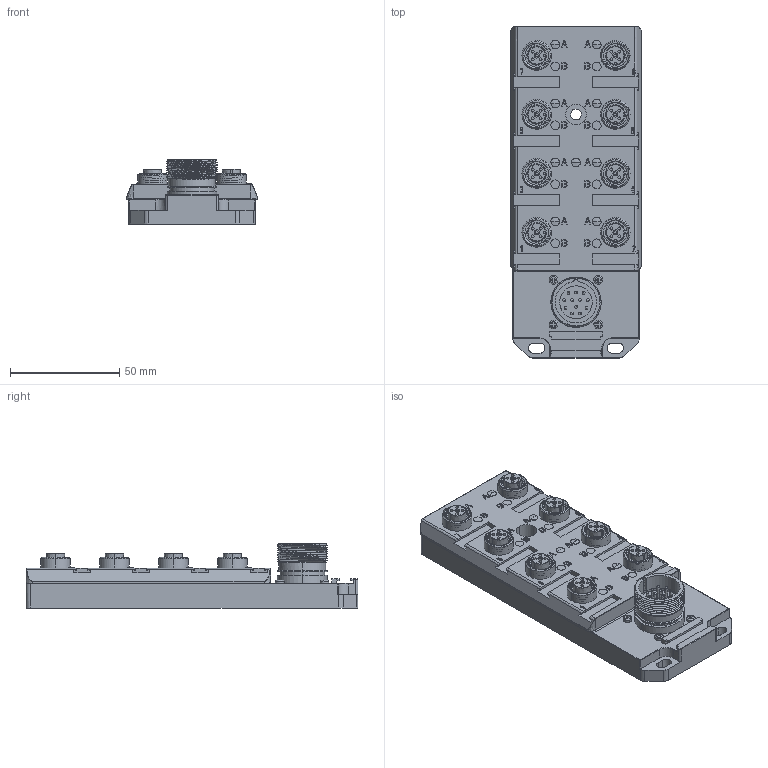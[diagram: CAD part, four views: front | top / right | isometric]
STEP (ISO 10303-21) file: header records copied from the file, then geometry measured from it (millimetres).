
FILE_DESCRIPTION( ('This file contains a STEP AP42 implementation' ,'as created by ZW3D STEP Interface translator.') ,'2;1' );
FILE_NAME( 'DLTR8-5-4XX-T12.stp' ,'211221.115747', (''), ('ZWCAD Software Co.'), 'Version 1.0', 'ZW3D to STEP translator', '' );
FILE_SCHEMA(('AUTOMOTIVE_DESIGN'));
Length unit declared in the file: millimetre
Products named in the file (2): 0; DLTR8-5-4XX-T12
Bounding box: 60 x 152 x 29.35 mm (x, y, z)
Volume: 145537.5 mm3; surface area: 43129 mm2
Topology: 1 solids, 1 shells, 1694 faces, 4475 edges, 2939 vertices
Faces by surface type: bspline 1694
Entity records: 75906 total; most frequent: CARTESIAN_POINT 47515, ORIENTED_EDGE 8938, EDGE_CURVE 4469, B_SPLINE_CURVE_WITH_KNOTS 3760, VERTEX_POINT 2939, EDGE_LOOP 1862, FACE_OUTER_BOUND 1694, ADVANCED_FACE 1694
